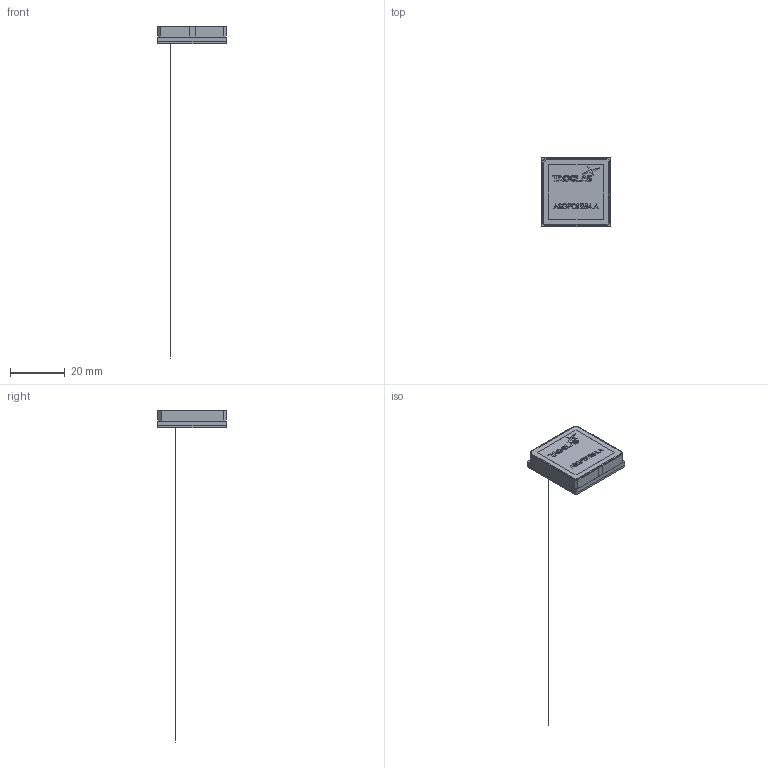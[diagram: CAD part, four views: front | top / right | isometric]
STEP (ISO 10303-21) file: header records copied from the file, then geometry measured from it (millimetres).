
FILE_DESCRIPTION (( 'STEP AP214' ), '1' );
FILE_NAME ('ASGPDF254.STEP', '2023-06-28T10:58:05', ( '' ), ( '' ), 'SwSTEP 2.0', 'SolidWorks 2018', '' );
FILE_SCHEMA (( 'AUTOMOTIVE_DESIGN' ));
Length unit declared in the file: millimetre
Products named in the file (13): 02110215010210_Bracket PCB_D01; FP-PG-TSNP-6-MFG_CMP-32860-000002-1; FP-GRM155-0_05-IPC_B_CMP-2008-04639-2; PSON65P129X204X75-6N_C1517J5003AHF_Config1-1; ASGPDF254; 02110212160510_LNA_PCB_BOARD_D01; FIL_TA1661A_TA1661A-1; 02110212160510-ASGPDF254_A_LNA_PCB; 013b307SF0H00D; FP-MLK1005-MFG_CMP-08253-000202-1; INF-TSLP-2-20_V_CMP-1150-00028-1; RESC1005X40X25ML05T10_CMP-2002-08019-1; SOT65P210X110-5N_NCP508SQ18T1G-1
Assembly tree (17 placements, depth 3):
  ASGPDF254
    02110212160510-ASGPDF254_A_LNA_PCB
      FIL_TA1661A_TA1661A-1  x2
      FP-PG-TSNP-6-MFG_CMP-32860-000002-1  x2
      INF-TSLP-2-20_V_CMP-1150-00028-1  x2
      RESC1005X40X25ML05T10_CMP-2002-08019-1  x2
      PSON65P129X204X75-6N_C1517J5003AHF_Config1-1
      FP-MLK1005-MFG_CMP-08253-000202-1  x2
      02110212160510_LNA_PCB_BOARD_D01
      FP-GRM155-0_05-IPC_B_CMP-2008-04639-2
      SOT65P210X110-5N_NCP508SQ18T1G-1
    02110215010210_Bracket PCB_D01
    013b307SF0H00D
Bounding box: 25 x 25 x 120.97 mm (x, y, z)
Volume: 3295.4 mm3; surface area: 3732.4 mm2
Topology: 69 solids, 107 shells, 1719 faces, 4365 edges, 2872 vertices
Faces by surface type: plane 1017, cylinder 395, bspline 243, sphere 64
Entity records: 57110 total; most frequent: CARTESIAN_POINT 14298, ORIENTED_EDGE 6253, DIRECTION 5024, EDGE_CURVE 3149, VERTEX_POINT 2073, LINE 2026, VECTOR 2026, AXIS2_PLACEMENT_3D 1499
